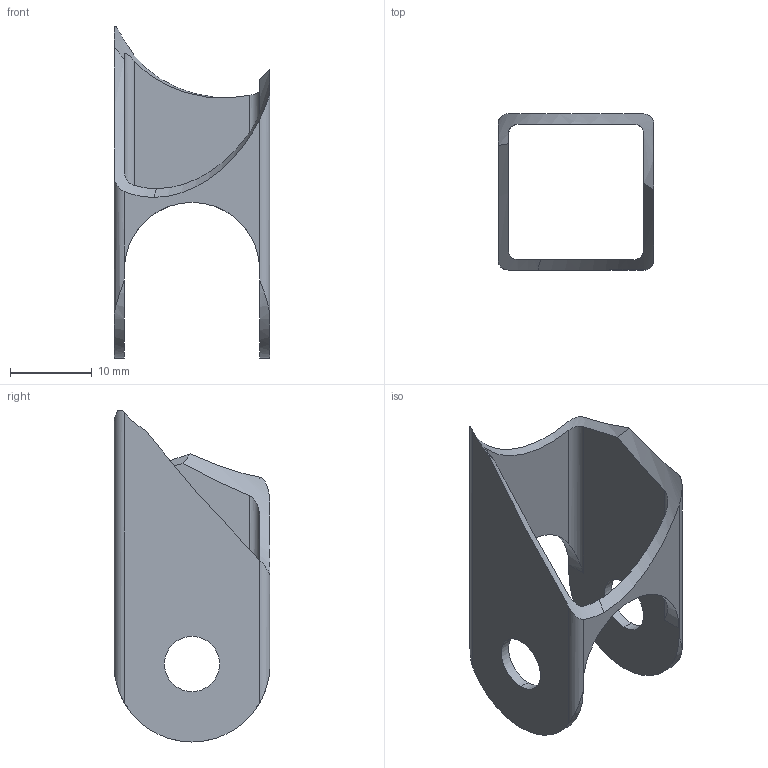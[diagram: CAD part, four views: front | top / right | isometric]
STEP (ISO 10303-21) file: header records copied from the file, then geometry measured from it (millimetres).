
FILE_DESCRIPTION (( 'STEP AP214' ), '1' );
FILE_NAME ('Right_Rear_Wing_Top_Tab.STEP', '2024-10-06T22:24:39', ( '' ), ( '' ), 'SwSTEP 2.0', 'SolidWorks 2024', '' );
FILE_SCHEMA (( 'AUTOMOTIVE_DESIGN' ));
Length unit declared in the file: inch
Products named in the file (1): Right_Rear_Wing_Top_Tab
Bounding box: 19.05 x 19.05 x 40.55 mm (x, y, z)
Volume: 1742.7 mm3; surface area: 3063.1 mm2
Topology: 1 solids, 1 shells, 31 faces, 89 edges, 58 vertices
Faces by surface type: cylinder 22, plane 8, torus 1
Entity records: 1260 total; most frequent: CARTESIAN_POINT 457, ORIENTED_EDGE 178, DIRECTION 145, EDGE_CURVE 89, VERTEX_POINT 58, AXIS2_PLACEMENT_3D 56, EDGE_LOOP 35, VECTOR 33
